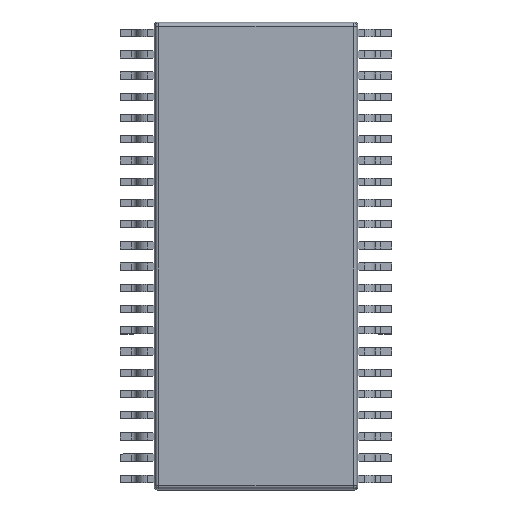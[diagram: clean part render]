
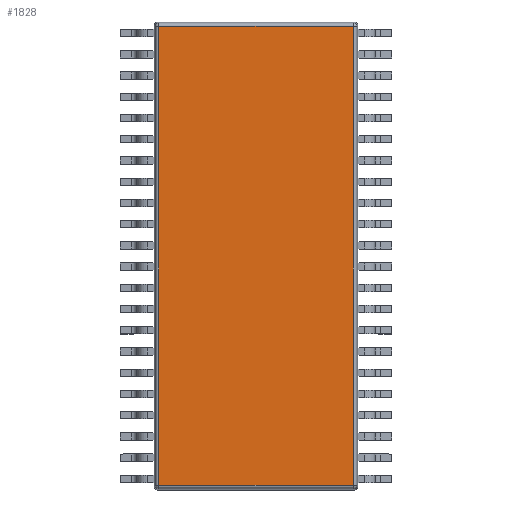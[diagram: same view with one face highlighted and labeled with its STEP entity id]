
A CAD part, top view. The second image highlights one B-rep face of the part: STEP entity #1828.
In plain terms, the highlighted face is planar.
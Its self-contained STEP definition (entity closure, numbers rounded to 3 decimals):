
#501=DIRECTION('',(-1.,0.,0.));
#502=VECTOR('',#501,13.731);
#503=CARTESIAN_POINT('',(6.865,0.375,-2.915));
#504=LINE('',#503,#502);
#515=DIRECTION('',(1.,0.,0.));
#516=VECTOR('',#515,13.731);
#517=CARTESIAN_POINT('',(-6.865,0.375,2.915));
#518=LINE('',#517,#516);
#1246=DIRECTION('',(0.,0.,1.));
#1247=VECTOR('',#1246,5.831);
#1248=CARTESIAN_POINT('',(-6.865,0.375,-2.915));
#1249=LINE('',#1248,#1247);
#1260=DIRECTION('',(0.,0.,-1.));
#1261=VECTOR('',#1260,5.831);
#1262=CARTESIAN_POINT('',(6.865,0.375,2.915));
#1263=LINE('',#1262,#1261);
#1298=CARTESIAN_POINT('',(6.865,0.375,2.915));
#1299=CARTESIAN_POINT('',(6.865,0.375,-2.915));
#1300=VERTEX_POINT('',#1298);
#1301=VERTEX_POINT('',#1299);
#1306=CARTESIAN_POINT('',(-6.865,0.375,-2.915));
#1307=VERTEX_POINT('',#1306);
#1312=CARTESIAN_POINT('',(-6.865,0.375,2.915));
#1313=VERTEX_POINT('',#1312);
#1814=CARTESIAN_POINT('',(0.,0.375,0.));
#1815=DIRECTION('',(0.,1.,0.));
#1816=DIRECTION('',(1.,0.,0.));
#1817=AXIS2_PLACEMENT_3D('',#1814,#1815,#1816);
#1818=PLANE('',#1817);
#1820=ORIENTED_EDGE('',*,*,#1819,.F.);
#1822=ORIENTED_EDGE('',*,*,#1821,.F.);
#1823=ORIENTED_EDGE('',*,*,#1805,.F.);
#1825=ORIENTED_EDGE('',*,*,#1824,.F.);
#1826=EDGE_LOOP('',(#1820,#1822,#1823,#1825));
#1827=FACE_OUTER_BOUND('',#1826,.F.);
#1805=EDGE_CURVE('',#1301,#1307,#504,.T.);
#1819=EDGE_CURVE('',#1313,#1300,#518,.T.);
#1821=EDGE_CURVE('',#1307,#1313,#1249,.T.);
#1824=EDGE_CURVE('',#1300,#1301,#1263,.T.);
#1828=ADVANCED_FACE('',(#1827),#1818,.T.);
